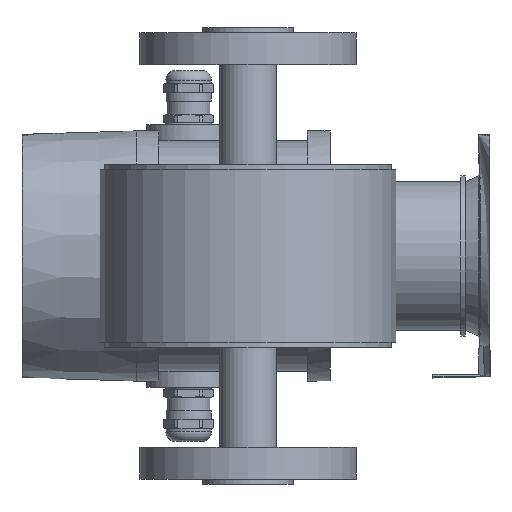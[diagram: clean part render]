
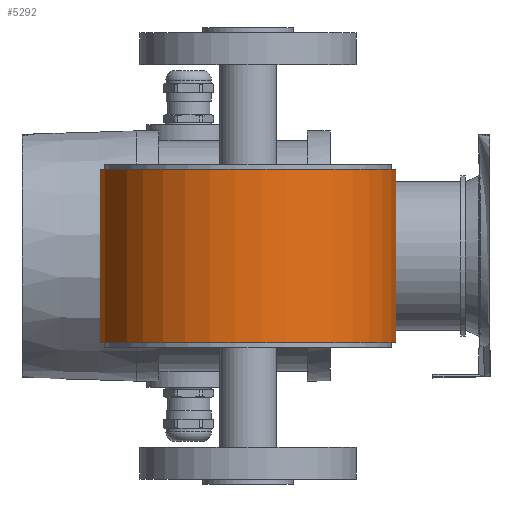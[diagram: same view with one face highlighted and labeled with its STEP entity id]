
A CAD part, front view. The second image highlights one B-rep face of the part: STEP entity #5292.
In plain terms, the highlighted cylindrical face has radius 65 mm (diameter 130 mm), a partial arc.
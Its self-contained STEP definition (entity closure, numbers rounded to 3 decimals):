
#250=CYLINDRICAL_SURFACE('',#5888,65.);
#531=LINE('',#9427,#812);
#532=LINE('',#9430,#813);
#812=VECTOR('',#7294,10.);
#813=VECTOR('',#7297,10.);
#1372=FACE_OUTER_BOUND('',#1709,.T.);
#1709=EDGE_LOOP('',(#4548,#4549,#4550,#4551));
#2012=CIRCLE('',#5884,65.);
#2015=CIRCLE('',#5889,65.);
#2466=VERTEX_POINT('',#9418);
#2467=VERTEX_POINT('',#9419);
#2468=VERTEX_POINT('',#9426);
#2469=VERTEX_POINT('',#9428);
#3169=EDGE_CURVE('',#2467,#2466,#2012,.T.);
#3172=EDGE_CURVE('',#2468,#2467,#531,.T.);
#3173=EDGE_CURVE('',#2469,#2468,#2015,.T.);
#3174=EDGE_CURVE('',#2466,#2469,#532,.T.);
#4548=ORIENTED_EDGE('',*,*,#3172,.F.);
#4549=ORIENTED_EDGE('',*,*,#3173,.F.);
#4550=ORIENTED_EDGE('',*,*,#3174,.F.);
#4551=ORIENTED_EDGE('',*,*,#3169,.F.);
#5292=ADVANCED_FACE('',(#1372),#250,.T.);
#5884=AXIS2_PLACEMENT_3D('',#9421,#7284,#7285);
#5888=AXIS2_PLACEMENT_3D('',#9425,#7292,#7293);
#5889=AXIS2_PLACEMENT_3D('',#9429,#7295,#7296);
#7284=DIRECTION('center_axis',(0.,0.,-1.));
#7285=DIRECTION('ref_axis',(-0.579,0.815,0.));
#7292=DIRECTION('center_axis',(0.,0.,1.));
#7293=DIRECTION('ref_axis',(0.,-1.,0.));
#7294=DIRECTION('',(0.,0.,-1.));
#7295=DIRECTION('center_axis',(0.,0.,1.));
#7296=DIRECTION('ref_axis',(-0.579,0.815,0.));
#7297=DIRECTION('',(0.,0.,1.));
#9418=CARTESIAN_POINT('',(-55.593,56.971,-38.));
#9419=CARTESIAN_POINT('',(19.667,56.971,-38.));
#9421=CARTESIAN_POINT('Origin',(-17.963,3.971,-38.));
#9425=CARTESIAN_POINT('Origin',(-17.963,3.971,0.));
#9426=CARTESIAN_POINT('',(19.667,56.971,38.));
#9427=CARTESIAN_POINT('',(19.667,56.971,0.));
#9428=CARTESIAN_POINT('',(-55.593,56.971,38.));
#9429=CARTESIAN_POINT('Origin',(-17.963,3.971,38.));
#9430=CARTESIAN_POINT('',(-55.593,56.971,0.));
